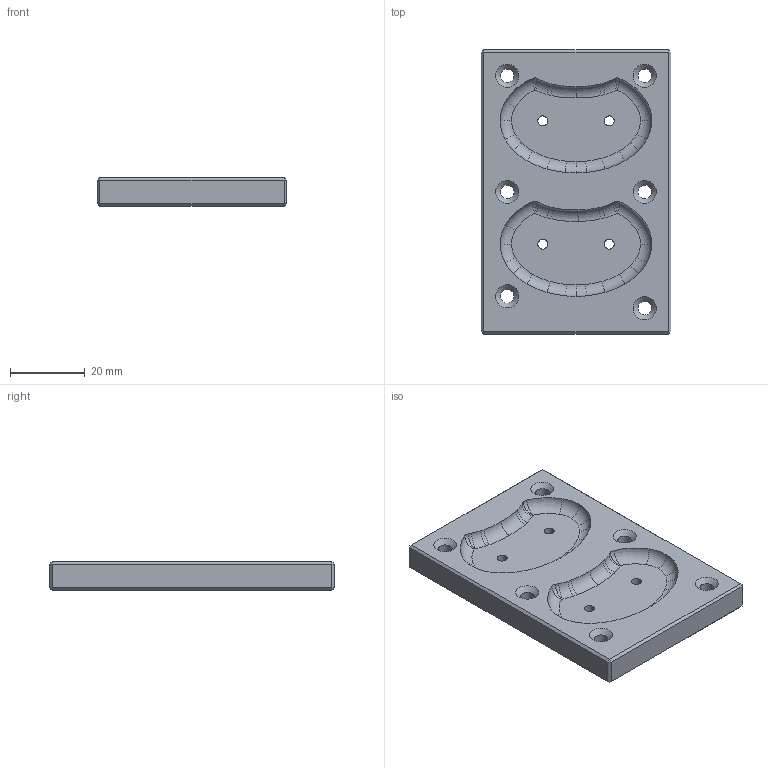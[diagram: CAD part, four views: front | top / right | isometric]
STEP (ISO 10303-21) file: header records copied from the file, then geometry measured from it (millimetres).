
FILE_DESCRIPTION(/* description */ ('Alibre Inc.'),/* implementation_level */ '2;1');
FILE_NAME(/* name */ 'export0',/* time_stamp */ '2015-08-03T10:29:11-04:00',/* author */ (''),/* organization */ (''),/* preprocessor_version */ 'ST-DEVELOPER v14',/* originating_system */ 'Alibre',/* authorisation */ '');
FILE_SCHEMA (('CONFIG_CONTROL_DESIGN'));
Length unit declared in the file: centimetre
Products named in the file (1): ID_1
Bounding box: 50.8 x 76.2 x 7.62 mm (x, y, z)
Volume: 24032.6 mm3; surface area: 10299.7 mm2
Topology: 1 solids, 1 shells, 100 faces, 258 edges, 158 vertices
Faces by surface type: torus 48, plane 28, cone 10, cylinder 10, bspline 4
Full cylindrical faces by diameter (mm): 2.642 x4, 3.658 x6
Entity records: 3369 total; most frequent: CARTESIAN_POINT 900, DIRECTION 504, ORIENTED_EDGE 460, AXIS2_PLACEMENT_3D 266, EDGE_CURVE 230, CIRCLE 170, VERTEX_POINT 154, EDGE_LOOP 142
